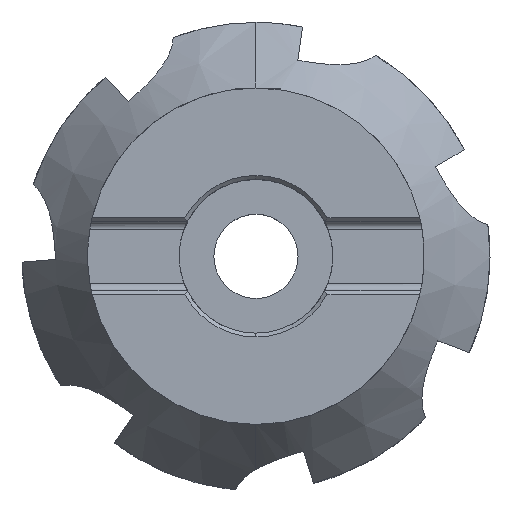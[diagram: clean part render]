
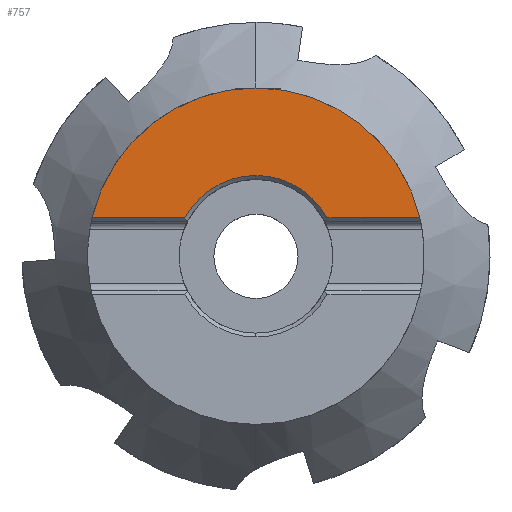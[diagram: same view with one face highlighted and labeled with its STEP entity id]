
A CAD part, top view. The second image highlights one B-rep face of the part: STEP entity #757.
In plain terms, the highlighted planar face has unit normal (0, 0, 1).
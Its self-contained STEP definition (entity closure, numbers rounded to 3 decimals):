
#757=ADVANCED_FACE('',(#2223),#2224,.T.);
#813=EDGE_CURVE('',#1065,#2079,#2287,.T.);
#1003=VERTEX_POINT('',#2494);
#1011=EDGE_CURVE('',#1003,#1065,#2502,.T.);
#1065=VERTEX_POINT('',#2563);
#1419=VERTEX_POINT('',#2953);
#1447=EDGE_CURVE('',#1825,#2175,#2984,.T.);
#1651=EDGE_CURVE('',#2175,#2079,#3206,.T.);
#1667=EDGE_CURVE('',#1825,#1419,#3224,.T.);
#1799=EDGE_CURVE('',#1419,#1003,#3361,.T.);
#1825=VERTEX_POINT('',#3389);
#2079=VERTEX_POINT('',#3662);
#2175=VERTEX_POINT('',#3771);
#2223=FACE_OUTER_BOUND('',#3868,.T.);
#2224=PLANE('',#3869);
#2287=LINE('',#3977,#3978);
#2494=CARTESIAN_POINT('',(0.,16.8,0.0));
#2502=CIRCLE('',#4395,16.8);
#2563=CARTESIAN_POINT('',(14.773,8.0,0.));
#2953=CARTESIAN_POINT('',(-14.773,8.0,0.));
#2984=CIRCLE('',#5417,35.0);
#3206=CIRCLE('',#5992,35.0);
#3224=LINE('',#6028,#6029);
#3361=CIRCLE('',#6390,16.8);
#3389=CARTESIAN_POINT('',(-34.073,8.0,0.0));
#3662=CARTESIAN_POINT('',(34.073,8.0,0.0));
#3771=CARTESIAN_POINT('',(0.,35.0,0.0));
#3868=EDGE_LOOP('',(#7412,#7413,#7414,#7415,#7416,#7417));
#3869=AXIS2_PLACEMENT_3D('',#7418,#7419,#7420);
#3977=CARTESIAN_POINT('',(17.5,8.0,0.0));
#3978=VECTOR('',#7502,1.0);
#4395=AXIS2_PLACEMENT_3D('',#7732,#7733,#7734);
#5417=AXIS2_PLACEMENT_3D('',#8317,#8318,#8319);
#5992=AXIS2_PLACEMENT_3D('',#8557,#8558,#8559);
#6028=CARTESIAN_POINT('',(17.5,8.0,0.0));
#6029=VECTOR('',#8581,1.0);
#6390=AXIS2_PLACEMENT_3D('',#8671,#8672,#8673);
#7412=ORIENTED_EDGE('',*,*,#1667,.T.);
#7413=ORIENTED_EDGE('',*,*,#1799,.T.);
#7414=ORIENTED_EDGE('',*,*,#1011,.T.);
#7415=ORIENTED_EDGE('',*,*,#813,.T.);
#7416=ORIENTED_EDGE('',*,*,#1651,.F.);
#7417=ORIENTED_EDGE('',*,*,#1447,.F.);
#7418=CARTESIAN_POINT('',(0.0,17.5,0.0));
#7419=DIRECTION('',(-0.0,0.0,1.0));
#7420=DIRECTION('',(0.0,-1.0,0.0));
#7502=DIRECTION('',(1.0,0.0,0.0));
#7732=CARTESIAN_POINT('',(0.0,0.0,0.0));
#7733=DIRECTION('',(-0.0,0.0,-1.0));
#7734=DIRECTION('',(0.0,1.0,0.0));
#8317=CARTESIAN_POINT('',(0.0,0.0,0.0));
#8318=DIRECTION('',(0.0,0.0,-1.0));
#8319=DIRECTION('',(0.0,1.0,0.0));
#8557=CARTESIAN_POINT('',(0.0,0.0,0.0));
#8558=DIRECTION('',(0.0,0.0,-1.0));
#8559=DIRECTION('',(0.0,1.0,0.0));
#8581=DIRECTION('',(1.0,0.0,0.0));
#8671=CARTESIAN_POINT('',(0.0,0.0,0.0));
#8672=DIRECTION('',(-0.0,0.0,-1.0));
#8673=DIRECTION('',(0.0,1.0,0.0));
